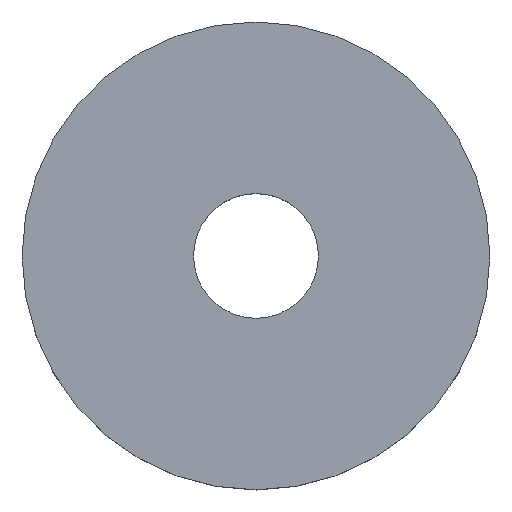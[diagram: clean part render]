
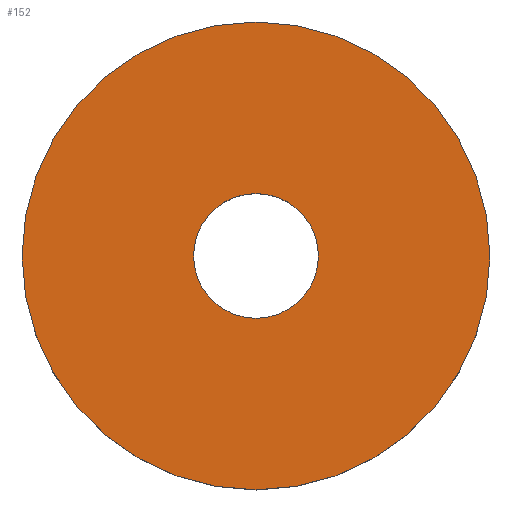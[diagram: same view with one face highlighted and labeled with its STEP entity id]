
A CAD part, top view. The second image highlights one B-rep face of the part: STEP entity #152.
In plain terms, the highlighted planar face has unit normal (0, 0, 1).
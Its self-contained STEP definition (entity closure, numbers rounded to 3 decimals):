
#4 = CARTESIAN_POINT ( 'NONE',  ( 0., 15., 5. ) ) ;
#17 = EDGE_LOOP ( 'NONE', ( #142 ) ) ;
#23 = AXIS2_PLACEMENT_3D ( 'NONE', #39, #29, #110 ) ;
#27 = FACE_OUTER_BOUND ( 'NONE', #17, .T. ) ;
#29 = DIRECTION ( 'NONE',  ( 0., 0., 1. ) ) ;
#30 = EDGE_CURVE ( 'NONE', #122, #122, #116, .T. ) ;
#31 = CARTESIAN_POINT ( 'NONE',  ( 0., 0., 5. ) ) ;
#39 = CARTESIAN_POINT ( 'NONE',  ( 0., 4., 5. ) ) ;
#40 = DIRECTION ( 'NONE',  ( 0., 0., -1. ) ) ;
#64 = FACE_BOUND ( 'NONE', #161, .T. ) ;
#67 = ORIENTED_EDGE ( 'NONE', *, *, #169, .T. ) ;
#73 = AXIS2_PLACEMENT_3D ( 'NONE', #31, #40, #82 ) ;
#79 = DIRECTION ( 'NONE',  ( 0., 0., -1. ) ) ;
#81 = VERTEX_POINT ( 'NONE', #137 ) ;
#82 = DIRECTION ( 'NONE',  ( 0., 1., 0. ) ) ;
#87 = AXIS2_PLACEMENT_3D ( 'NONE', #92, #79, #147 ) ;
#92 = CARTESIAN_POINT ( 'NONE',  ( 0., 0., 5. ) ) ;
#110 = DIRECTION ( 'NONE',  ( 0., -1., 0. ) ) ;
#116 = CIRCLE ( 'NONE', #73, 15. ) ;
#121 = CIRCLE ( 'NONE', #87, 4. ) ;
#122 = VERTEX_POINT ( 'NONE', #4 ) ;
#137 = CARTESIAN_POINT ( 'NONE',  ( 0., 4., 5. ) ) ;
#142 = ORIENTED_EDGE ( 'NONE', *, *, #30, .F. ) ;
#147 = DIRECTION ( 'NONE',  ( 0., 1., 0. ) ) ;
#149 = PLANE ( 'NONE',  #23 ) ;
#152 = ADVANCED_FACE ( 'NONE', ( #64, #27 ), #149, .T. ) ;
#161 = EDGE_LOOP ( 'NONE', ( #67 ) ) ;
#169 = EDGE_CURVE ( 'NONE', #81, #81, #121, .T. ) ;
